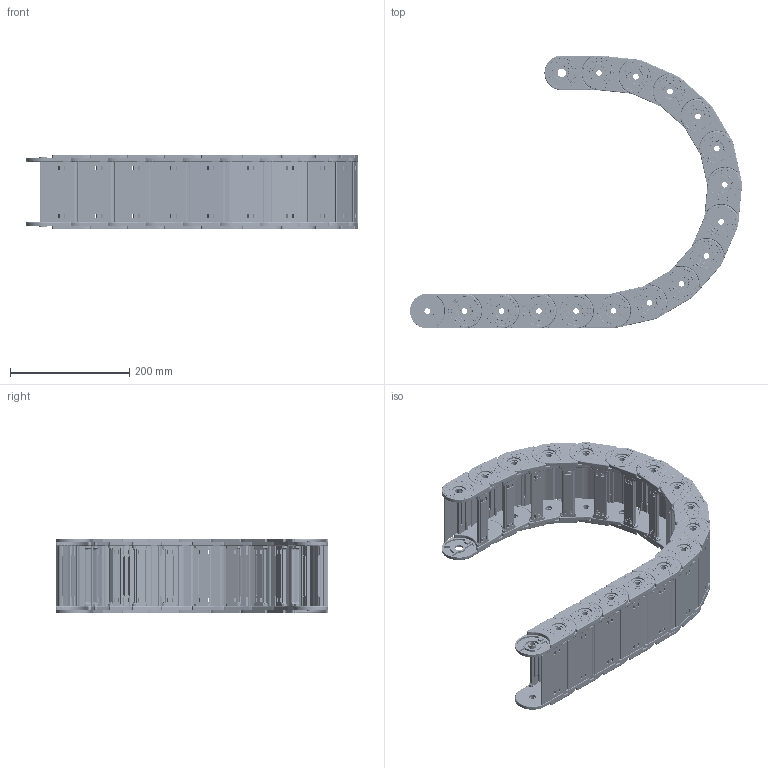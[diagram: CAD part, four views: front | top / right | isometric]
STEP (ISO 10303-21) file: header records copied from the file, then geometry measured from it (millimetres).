
FILE_DESCRIPTION (( 'STEP AP214' ), '1' );
FILE_NAME ('CK42-Y100-R200.STEP', '2019-09-10T07:06:09', ( '' ), ( '' ), 'SwSTEP 2.0', 'SolidWorks 2017', '' );
FILE_SCHEMA (( 'AUTOMOTIVE_DESIGN' ));
Length unit declared in the file: millimetre
Products named in the file (2): CK42-Y100-R200; CK42-Y100
Assembly tree (16 placements, depth 2):
  CK42-Y100-R200
    CK42-Y100  x16
Bounding box: 557.6 x 458 x 125.8 mm (x, y, z)
Volume: 1581816.3 mm3; surface area: 1074075.8 mm2
Topology: 64 solids, 64 shells, 10576 faces, 27488 edges, 17408 vertices
Faces by surface type: cylinder 4480, plane 4336, bspline 1248, torus 320, sphere 192
Entity records: 35018 total; most frequent: CARTESIAN_POINT 20039, ORIENTED_EDGE 3404, DIRECTION 2520, EDGE_CURVE 1702, VERTEX_POINT 1088, LINE 916, VECTOR 916, AXIS2_PLACEMENT_3D 802
